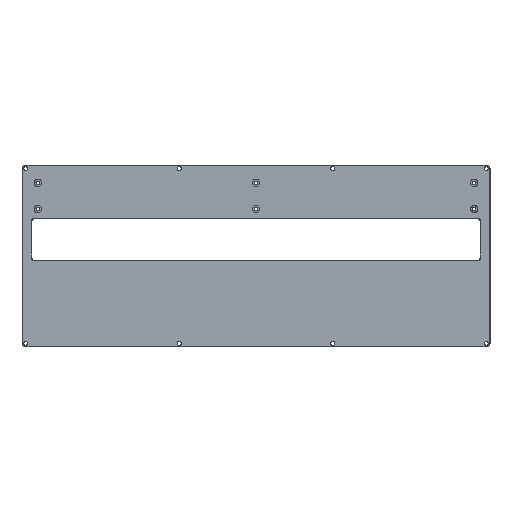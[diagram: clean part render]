
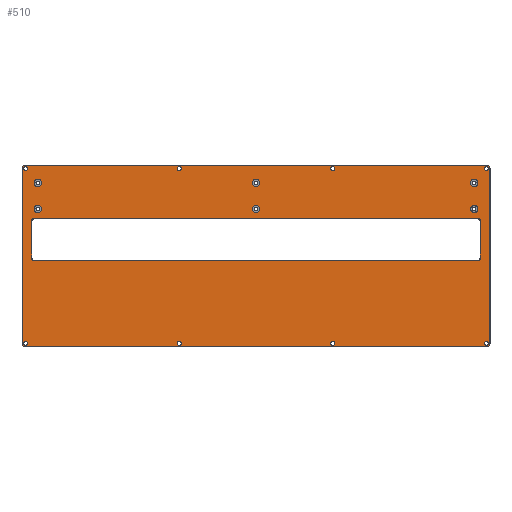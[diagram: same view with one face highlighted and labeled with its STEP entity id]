
A CAD part, top view. The second image highlights one B-rep face of the part: STEP entity #510.
In plain terms, the highlighted planar face has unit normal (0, 0, 1).
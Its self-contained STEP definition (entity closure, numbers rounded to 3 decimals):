
#129 = VERTEX_POINT('',#130);
#130 = CARTESIAN_POINT('',(-5.75,-141.563,-5.));
#139 = VERTEX_POINT('',#140);
#140 = CARTESIAN_POINT('',(-5.75,3.45,-5.));
#147 = EDGE_CURVE('',#129,#139,#148,.T.);
#148 = LINE('',#149,#150);
#149 = CARTESIAN_POINT('',(-5.75,-141.563,-5.));
#150 = VECTOR('',#151,1.);
#151 = DIRECTION('',(0.,1.,0.));
#391 = EDGE_CURVE('',#139,#392,#394,.T.);
#392 = VERTEX_POINT('',#393);
#393 = CARTESIAN_POINT('',(-3.45,5.75,-5.));
#394 = CIRCLE('',#395,2.3);
#395 = AXIS2_PLACEMENT_3D('',#396,#397,#398);
#396 = CARTESIAN_POINT('',(-3.45,3.45,-5.));
#397 = DIRECTION('',(0.,0.,-1.));
#398 = DIRECTION('',(-1.,0.,0.));
#489 = VERTEX_POINT('',#490);
#490 = CARTESIAN_POINT('',(-3.45,-143.863,-5.));
#497 = EDGE_CURVE('',#489,#129,#498,.T.);
#498 = CIRCLE('',#499,2.3);
#499 = AXIS2_PLACEMENT_3D('',#500,#501,#502);
#500 = CARTESIAN_POINT('',(-3.45,-141.563,-5.));
#501 = DIRECTION('',(-0.,0.,-1.));
#502 = DIRECTION('',(0.,-1.,0.));
#510 = ADVANCED_FACE('',(#511,#556,#567,#578,#589,#600,#611,#622,#633,
    #644,#714,#725,#736,#747,#758,#769),#780,.T.);
#511 = FACE_BOUND('',#512,.T.);
#512 = EDGE_LOOP('',(#513,#521,#530,#538,#547,#553,#554,#555));
#513 = ORIENTED_EDGE('',*,*,#514,.F.);
#514 = EDGE_CURVE('',#515,#489,#517,.T.);
#515 = VERTEX_POINT('',#516);
#516 = CARTESIAN_POINT('',(377.306,-143.863,-5.));
#517 = LINE('',#518,#519);
#518 = CARTESIAN_POINT('',(377.306,-143.863,-5.));
#519 = VECTOR('',#520,1.);
#520 = DIRECTION('',(-1.,0.,0.));
#521 = ORIENTED_EDGE('',*,*,#522,.F.);
#522 = EDGE_CURVE('',#523,#515,#525,.T.);
#523 = VERTEX_POINT('',#524);
#524 = CARTESIAN_POINT('',(379.606,-141.563,-5.));
#525 = CIRCLE('',#526,2.3);
#526 = AXIS2_PLACEMENT_3D('',#527,#528,#529);
#527 = CARTESIAN_POINT('',(377.306,-141.563,-5.));
#528 = DIRECTION('',(0.,0.,-1.));
#529 = DIRECTION('',(1.,0.,0.));
#530 = ORIENTED_EDGE('',*,*,#531,.F.);
#531 = EDGE_CURVE('',#532,#523,#534,.T.);
#532 = VERTEX_POINT('',#533);
#533 = CARTESIAN_POINT('',(379.606,3.45,-5.));
#534 = LINE('',#535,#536);
#535 = CARTESIAN_POINT('',(379.606,3.45,-5.));
#536 = VECTOR('',#537,1.);
#537 = DIRECTION('',(0.,-1.,0.));
#538 = ORIENTED_EDGE('',*,*,#539,.F.);
#539 = EDGE_CURVE('',#540,#532,#542,.T.);
#540 = VERTEX_POINT('',#541);
#541 = CARTESIAN_POINT('',(377.306,5.75,-5.));
#542 = CIRCLE('',#543,2.3);
#543 = AXIS2_PLACEMENT_3D('',#544,#545,#546);
#544 = CARTESIAN_POINT('',(377.306,3.45,-5.));
#545 = DIRECTION('',(0.,0.,-1.));
#546 = DIRECTION('',(0.,1.,0.));
#547 = ORIENTED_EDGE('',*,*,#548,.F.);
#548 = EDGE_CURVE('',#392,#540,#549,.T.);
#549 = LINE('',#550,#551);
#550 = CARTESIAN_POINT('',(-3.45,5.75,-5.));
#551 = VECTOR('',#552,1.);
#552 = DIRECTION('',(1.,0.,0.));
#553 = ORIENTED_EDGE('',*,*,#391,.F.);
#554 = ORIENTED_EDGE('',*,*,#147,.F.);
#555 = ORIENTED_EDGE('',*,*,#497,.F.);
#556 = FACE_BOUND('',#557,.T.);
#557 = EDGE_LOOP('',(#558));
#558 = ORIENTED_EDGE('',*,*,#559,.F.);
#559 = EDGE_CURVE('',#560,#560,#562,.T.);
#560 = VERTEX_POINT('',#561);
#561 = CARTESIAN_POINT('',(378.456,-141.11,-5.));
#562 = CIRCLE('',#563,1.6);
#563 = AXIS2_PLACEMENT_3D('',#564,#565,#566);
#564 = CARTESIAN_POINT('',(376.856,-141.11,-5.));
#565 = DIRECTION('',(0.,0.,1.));
#566 = DIRECTION('',(1.,0.,0.));
#567 = FACE_BOUND('',#568,.T.);
#568 = EDGE_LOOP('',(#569));
#569 = ORIENTED_EDGE('',*,*,#570,.F.);
#570 = EDGE_CURVE('',#571,#571,#573,.T.);
#571 = VERTEX_POINT('',#572);
#572 = CARTESIAN_POINT('',(251.838,-141.11,-5.));
#573 = CIRCLE('',#574,1.6);
#574 = AXIS2_PLACEMENT_3D('',#575,#576,#577);
#575 = CARTESIAN_POINT('',(250.238,-141.11,-5.));
#576 = DIRECTION('',(0.,0.,1.));
#577 = DIRECTION('',(1.,0.,0.));
#578 = FACE_BOUND('',#579,.T.);
#579 = EDGE_LOOP('',(#580));
#580 = ORIENTED_EDGE('',*,*,#581,.F.);
#581 = EDGE_CURVE('',#582,#582,#584,.T.);
#582 = VERTEX_POINT('',#583);
#583 = CARTESIAN_POINT('',(378.456,3.,-5.));
#584 = CIRCLE('',#585,1.6);
#585 = AXIS2_PLACEMENT_3D('',#586,#587,#588);
#586 = CARTESIAN_POINT('',(376.856,3.,-5.));
#587 = DIRECTION('',(0.,0.,1.));
#588 = DIRECTION('',(1.,0.,0.));
#589 = FACE_BOUND('',#590,.T.);
#590 = EDGE_LOOP('',(#591));
#591 = ORIENTED_EDGE('',*,*,#592,.F.);
#592 = EDGE_CURVE('',#593,#593,#595,.T.);
#593 = VERTEX_POINT('',#594);
#594 = CARTESIAN_POINT('',(251.838,3.,-5.));
#595 = CIRCLE('',#596,1.6);
#596 = AXIS2_PLACEMENT_3D('',#597,#598,#599);
#597 = CARTESIAN_POINT('',(250.238,3.,-5.));
#598 = DIRECTION('',(0.,0.,1.));
#599 = DIRECTION('',(1.,0.,0.));
#600 = FACE_BOUND('',#601,.T.);
#601 = EDGE_LOOP('',(#602));
#602 = ORIENTED_EDGE('',*,*,#603,.F.);
#603 = EDGE_CURVE('',#604,#604,#606,.T.);
#604 = VERTEX_POINT('',#605);
#605 = CARTESIAN_POINT('',(125.219,-141.11,-5.));
#606 = CIRCLE('',#607,1.6);
#607 = AXIS2_PLACEMENT_3D('',#608,#609,#610);
#608 = CARTESIAN_POINT('',(123.619,-141.11,-5.));
#609 = DIRECTION('',(0.,0.,1.));
#610 = DIRECTION('',(1.,0.,0.));
#611 = FACE_BOUND('',#612,.T.);
#612 = EDGE_LOOP('',(#613));
#613 = ORIENTED_EDGE('',*,*,#614,.F.);
#614 = EDGE_CURVE('',#615,#615,#617,.T.);
#615 = VERTEX_POINT('',#616);
#616 = CARTESIAN_POINT('',(-1.4,-141.11,-5.));
#617 = CIRCLE('',#618,1.6);
#618 = AXIS2_PLACEMENT_3D('',#619,#620,#621);
#619 = CARTESIAN_POINT('',(-3.,-141.11,-5.));
#620 = DIRECTION('',(0.,0.,1.));
#621 = DIRECTION('',(1.,0.,0.));
#622 = FACE_BOUND('',#623,.T.);
#623 = EDGE_LOOP('',(#624));
#624 = ORIENTED_EDGE('',*,*,#625,.F.);
#625 = EDGE_CURVE('',#626,#626,#628,.T.);
#626 = VERTEX_POINT('',#627);
#627 = CARTESIAN_POINT('',(125.219,3.,-5.));
#628 = CIRCLE('',#629,1.6);
#629 = AXIS2_PLACEMENT_3D('',#630,#631,#632);
#630 = CARTESIAN_POINT('',(123.619,3.,-5.));
#631 = DIRECTION('',(0.,0.,1.));
#632 = DIRECTION('',(1.,0.,0.));
#633 = FACE_BOUND('',#634,.T.);
#634 = EDGE_LOOP('',(#635));
#635 = ORIENTED_EDGE('',*,*,#636,.F.);
#636 = EDGE_CURVE('',#637,#637,#639,.T.);
#637 = VERTEX_POINT('',#638);
#638 = CARTESIAN_POINT('',(-1.4,3.,-5.));
#639 = CIRCLE('',#640,1.6);
#640 = AXIS2_PLACEMENT_3D('',#641,#642,#643);
#641 = CARTESIAN_POINT('',(-3.,3.,-5.));
#642 = DIRECTION('',(0.,0.,1.));
#643 = DIRECTION('',(1.,0.,0.));
#644 = FACE_BOUND('',#645,.T.);
#645 = EDGE_LOOP('',(#646,#656,#665,#673,#682,#690,#699,#707));
#646 = ORIENTED_EDGE('',*,*,#647,.T.);
#647 = EDGE_CURVE('',#648,#650,#652,.T.);
#648 = VERTEX_POINT('',#649);
#649 = CARTESIAN_POINT('',(4.178,-38.11,-5.));
#650 = VERTEX_POINT('',#651);
#651 = CARTESIAN_POINT('',(369.678,-38.11,-5.));
#652 = LINE('',#653,#654);
#653 = CARTESIAN_POINT('',(4.178,-38.11,-5.));
#654 = VECTOR('',#655,1.);
#655 = DIRECTION('',(1.,0.,0.));
#656 = ORIENTED_EDGE('',*,*,#657,.T.);
#657 = EDGE_CURVE('',#650,#658,#660,.T.);
#658 = VERTEX_POINT('',#659);
#659 = CARTESIAN_POINT('',(371.878,-40.31,-5.));
#660 = CIRCLE('',#661,2.2);
#661 = AXIS2_PLACEMENT_3D('',#662,#663,#664);
#662 = CARTESIAN_POINT('',(369.678,-40.31,-5.));
#663 = DIRECTION('',(0.,0.,-1.));
#664 = DIRECTION('',(0.,1.,0.));
#665 = ORIENTED_EDGE('',*,*,#666,.T.);
#666 = EDGE_CURVE('',#658,#667,#669,.T.);
#667 = VERTEX_POINT('',#668);
#668 = CARTESIAN_POINT('',(371.878,-70.78,-5.));
#669 = LINE('',#670,#671);
#670 = CARTESIAN_POINT('',(371.878,-40.31,-5.));
#671 = VECTOR('',#672,1.);
#672 = DIRECTION('',(0.,-1.,0.));
#673 = ORIENTED_EDGE('',*,*,#674,.T.);
#674 = EDGE_CURVE('',#667,#675,#677,.T.);
#675 = VERTEX_POINT('',#676);
#676 = CARTESIAN_POINT('',(369.678,-72.98,-5.));
#677 = CIRCLE('',#678,2.2);
#678 = AXIS2_PLACEMENT_3D('',#679,#680,#681);
#679 = CARTESIAN_POINT('',(369.678,-70.78,-5.));
#680 = DIRECTION('',(0.,0.,-1.));
#681 = DIRECTION('',(1.,0.,0.));
#682 = ORIENTED_EDGE('',*,*,#683,.T.);
#683 = EDGE_CURVE('',#675,#684,#686,.T.);
#684 = VERTEX_POINT('',#685);
#685 = CARTESIAN_POINT('',(4.178,-72.98,-5.));
#686 = LINE('',#687,#688);
#687 = CARTESIAN_POINT('',(369.678,-72.98,-5.));
#688 = VECTOR('',#689,1.);
#689 = DIRECTION('',(-1.,0.,0.));
#690 = ORIENTED_EDGE('',*,*,#691,.T.);
#691 = EDGE_CURVE('',#684,#692,#694,.T.);
#692 = VERTEX_POINT('',#693);
#693 = CARTESIAN_POINT('',(1.978,-70.78,-5.));
#694 = CIRCLE('',#695,2.2);
#695 = AXIS2_PLACEMENT_3D('',#696,#697,#698);
#696 = CARTESIAN_POINT('',(4.178,-70.78,-5.));
#697 = DIRECTION('',(0.,-0.,-1.));
#698 = DIRECTION('',(0.,-1.,0.));
#699 = ORIENTED_EDGE('',*,*,#700,.T.);
#700 = EDGE_CURVE('',#692,#701,#703,.T.);
#701 = VERTEX_POINT('',#702);
#702 = CARTESIAN_POINT('',(1.978,-40.31,-5.));
#703 = LINE('',#704,#705);
#704 = CARTESIAN_POINT('',(1.978,-70.78,-5.));
#705 = VECTOR('',#706,1.);
#706 = DIRECTION('',(0.,1.,0.));
#707 = ORIENTED_EDGE('',*,*,#708,.T.);
#708 = EDGE_CURVE('',#701,#648,#709,.T.);
#709 = CIRCLE('',#710,2.2);
#710 = AXIS2_PLACEMENT_3D('',#711,#712,#713);
#711 = CARTESIAN_POINT('',(4.178,-40.31,-5.));
#712 = DIRECTION('',(0.,0.,-1.));
#713 = DIRECTION('',(-1.,0.,0.));
#714 = FACE_BOUND('',#715,.T.);
#715 = EDGE_LOOP('',(#716));
#716 = ORIENTED_EDGE('',*,*,#717,.F.);
#717 = EDGE_CURVE('',#718,#718,#720,.T.);
#718 = VERTEX_POINT('',#719);
#719 = CARTESIAN_POINT('',(10.378,-8.84,-5.));
#720 = CIRCLE('',#721,3.2);
#721 = AXIS2_PLACEMENT_3D('',#722,#723,#724);
#722 = CARTESIAN_POINT('',(7.178,-8.84,-5.));
#723 = DIRECTION('',(-0.,0.,1.));
#724 = DIRECTION('',(1.,0.,0.));
#725 = FACE_BOUND('',#726,.T.);
#726 = EDGE_LOOP('',(#727));
#727 = ORIENTED_EDGE('',*,*,#728,.F.);
#728 = EDGE_CURVE('',#729,#729,#731,.T.);
#729 = VERTEX_POINT('',#730);
#730 = CARTESIAN_POINT('',(10.378,-30.31,-5.));
#731 = CIRCLE('',#732,3.2);
#732 = AXIS2_PLACEMENT_3D('',#733,#734,#735);
#733 = CARTESIAN_POINT('',(7.178,-30.31,-5.));
#734 = DIRECTION('',(-0.,0.,1.));
#735 = DIRECTION('',(1.,0.,0.));
#736 = FACE_BOUND('',#737,.T.);
#737 = EDGE_LOOP('',(#738));
#738 = ORIENTED_EDGE('',*,*,#739,.F.);
#739 = EDGE_CURVE('',#740,#740,#742,.T.);
#740 = VERTEX_POINT('',#741);
#741 = CARTESIAN_POINT('',(190.128,-8.84,-5.));
#742 = CIRCLE('',#743,3.2);
#743 = AXIS2_PLACEMENT_3D('',#744,#745,#746);
#744 = CARTESIAN_POINT('',(186.928,-8.84,-5.));
#745 = DIRECTION('',(-0.,0.,1.));
#746 = DIRECTION('',(1.,0.,0.));
#747 = FACE_BOUND('',#748,.T.);
#748 = EDGE_LOOP('',(#749));
#749 = ORIENTED_EDGE('',*,*,#750,.F.);
#750 = EDGE_CURVE('',#751,#751,#753,.T.);
#751 = VERTEX_POINT('',#752);
#752 = CARTESIAN_POINT('',(190.128,-30.31,-5.));
#753 = CIRCLE('',#754,3.2);
#754 = AXIS2_PLACEMENT_3D('',#755,#756,#757);
#755 = CARTESIAN_POINT('',(186.928,-30.31,-5.));
#756 = DIRECTION('',(-0.,0.,1.));
#757 = DIRECTION('',(1.,0.,0.));
#758 = FACE_BOUND('',#759,.T.);
#759 = EDGE_LOOP('',(#760));
#760 = ORIENTED_EDGE('',*,*,#761,.F.);
#761 = EDGE_CURVE('',#762,#762,#764,.T.);
#762 = VERTEX_POINT('',#763);
#763 = CARTESIAN_POINT('',(369.878,-8.84,-5.));
#764 = CIRCLE('',#765,3.2);
#765 = AXIS2_PLACEMENT_3D('',#766,#767,#768);
#766 = CARTESIAN_POINT('',(366.678,-8.84,-5.));
#767 = DIRECTION('',(-0.,0.,1.));
#768 = DIRECTION('',(1.,0.,0.));
#769 = FACE_BOUND('',#770,.T.);
#770 = EDGE_LOOP('',(#771));
#771 = ORIENTED_EDGE('',*,*,#772,.F.);
#772 = EDGE_CURVE('',#773,#773,#775,.T.);
#773 = VERTEX_POINT('',#774);
#774 = CARTESIAN_POINT('',(369.878,-30.31,-5.));
#775 = CIRCLE('',#776,3.2);
#776 = AXIS2_PLACEMENT_3D('',#777,#778,#779);
#777 = CARTESIAN_POINT('',(366.678,-30.31,-5.));
#778 = DIRECTION('',(-0.,0.,1.));
#779 = DIRECTION('',(1.,0.,0.));
#780 = PLANE('',#781);
#781 = AXIS2_PLACEMENT_3D('',#782,#783,#784);
#782 = CARTESIAN_POINT('',(186.928,-69.056,-5.));
#783 = DIRECTION('',(0.,0.,1.));
#784 = DIRECTION('',(0.,1.,0.));
